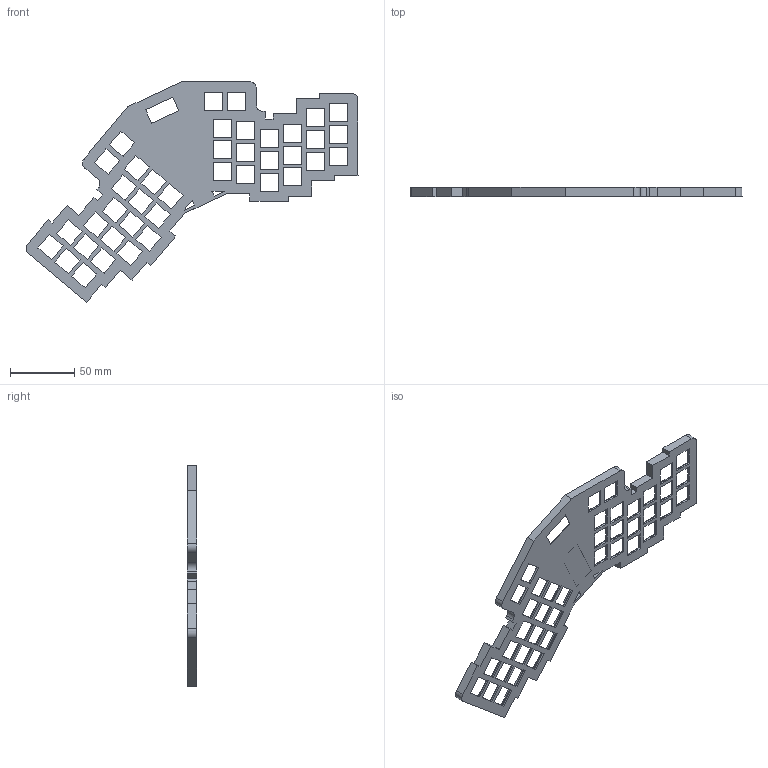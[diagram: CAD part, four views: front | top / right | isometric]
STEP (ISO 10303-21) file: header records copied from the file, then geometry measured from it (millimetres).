
FILE_DESCRIPTION(/* description */ (''),/* implementation_level */ '2;1');
FILE_NAME(/* name */ 'flynn.step',/* time_stamp */ '2023-09-29T03:32:14-04:00',/* author */ (''),/* organization */ (''),/* preprocessor_version */ 'ST-DEVELOPER v20',/* originating_system */ 'Autodesk Translation Framework v12.14.0.127',/* authorisation */ '');
FILE_SCHEMA (('AUTOMOTIVE_DESIGN { 1 0 10303 214 3 1 1 }'));
Length unit declared in the file: millimetre
Products named in the file (1): proto7
Bounding box: 257.84 x 7 x 171.32 mm (x, y, z)
Volume: 37961.6 mm3; surface area: 42604 mm2
Topology: 1 solids, 1 shells, 501 faces, 1374 edges, 916 vertices
Faces by surface type: plane 487, cylinder 14
Entity records: 15783 total; most frequent: CARTESIAN_POINT 2792, ORIENTED_EDGE 2748, DIRECTION 2408, EDGE_CURVE 1374, LINE 1344, VECTOR 1344, VERTEX_POINT 916, EDGE_LOOP 628
